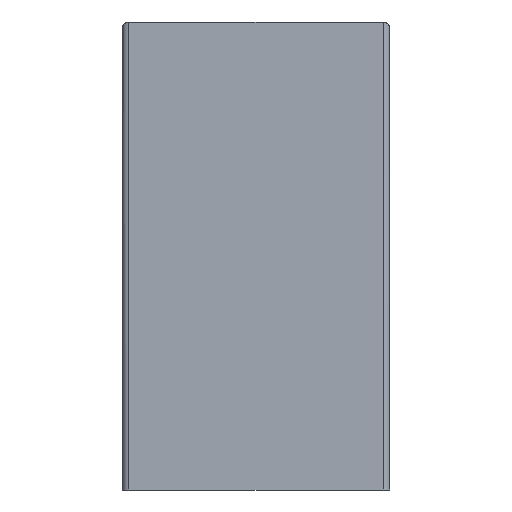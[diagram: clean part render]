
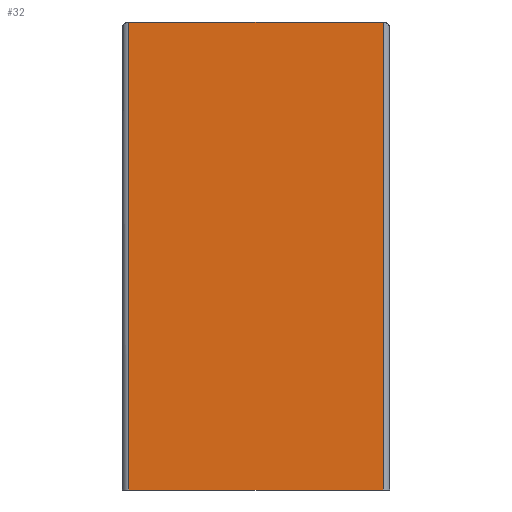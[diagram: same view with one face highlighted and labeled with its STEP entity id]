
A CAD part, front view. The second image highlights one B-rep face of the part: STEP entity #32.
In plain terms, the highlighted planar face has unit normal (0, -1, 0).
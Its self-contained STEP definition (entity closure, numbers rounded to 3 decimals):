
#9 = CARTESIAN_POINT ( 'NONE',  ( 0., -53., 87.5 ) ) ;
#32 = ADVANCED_FACE ( 'NONE', ( #491 ), #988, .F. ) ;
#70 = DIRECTION ( 'NONE',  ( 1., 0., 0. ) ) ;
#108 = CARTESIAN_POINT ( 'NONE',  ( -47.5, -53., 87.5 ) ) ;
#112 = CARTESIAN_POINT ( 'NONE',  ( 47.5, -53., -87.5 ) ) ;
#167 = CARTESIAN_POINT ( 'NONE',  ( 47.5, -53., 87.5 ) ) ;
#169 = VECTOR ( 'NONE', #723, 1000. ) ;
#172 = VECTOR ( 'NONE', #464, 1000. ) ;
#174 = LINE ( 'NONE', #108, #169 ) ;
#176 = CARTESIAN_POINT ( 'NONE',  ( -47.5, -53., 87.5 ) ) ;
#177 = LINE ( 'NONE', #9, #172 ) ;
#178 = VECTOR ( 'NONE', #1042, 1000. ) ;
#190 = VECTOR ( 'NONE', #70, 1000. ) ;
#197 = AXIS2_PLACEMENT_3D ( 'NONE', #754, #985, #984 ) ;
#204 = LINE ( 'NONE', #558, #190 ) ;
#346 = LINE ( 'NONE', #767, #178 ) ;
#365 = VERTEX_POINT ( 'NONE', #176 ) ;
#385 = VERTEX_POINT ( 'NONE', #112 ) ;
#464 = DIRECTION ( 'NONE',  ( 1., 0., 0. ) ) ;
#491 = FACE_OUTER_BOUND ( 'NONE', #814, .T. ) ;
#558 = CARTESIAN_POINT ( 'NONE',  ( 0., -53., -87.5 ) ) ;
#590 = VERTEX_POINT ( 'NONE', #167 ) ;
#605 = VERTEX_POINT ( 'NONE', #653 ) ;
#653 = CARTESIAN_POINT ( 'NONE',  ( -47.5, -53., -87.5 ) ) ;
#723 = DIRECTION ( 'NONE',  ( 0., 0., -1. ) ) ;
#754 = CARTESIAN_POINT ( 'NONE',  ( 0., -53., 87.5 ) ) ;
#767 = CARTESIAN_POINT ( 'NONE',  ( 47.5, -53., 87.5 ) ) ;
#814 = EDGE_LOOP ( 'NONE', ( #826, #836, #850, #863 ) ) ;
#826 = ORIENTED_EDGE ( 'NONE', *, *, #845, .T. ) ;
#836 = ORIENTED_EDGE ( 'NONE', *, *, #848, .T. ) ;
#845 = EDGE_CURVE ( 'NONE', #605, #385, #204, .T. ) ;
#848 = EDGE_CURVE ( 'NONE', #385, #590, #346, .T. ) ;
#850 = ORIENTED_EDGE ( 'NONE', *, *, #859, .F. ) ;
#859 = EDGE_CURVE ( 'NONE', #365, #590, #177, .T. ) ;
#863 = ORIENTED_EDGE ( 'NONE', *, *, #879, .T. ) ;
#879 = EDGE_CURVE ( 'NONE', #365, #605, #174, .T. ) ;
#984 = DIRECTION ( 'NONE',  ( 0., 0., 1. ) ) ;
#985 = DIRECTION ( 'NONE',  ( 0., 1., 0. ) ) ;
#988 = PLANE ( 'NONE',  #197 ) ;
#1042 = DIRECTION ( 'NONE',  ( 0., 0., 1. ) ) ;
